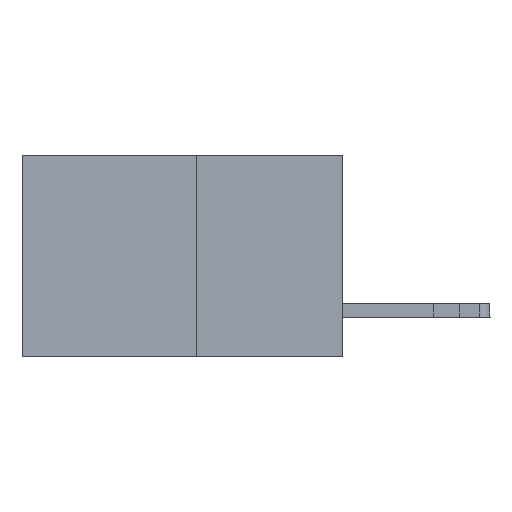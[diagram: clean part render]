
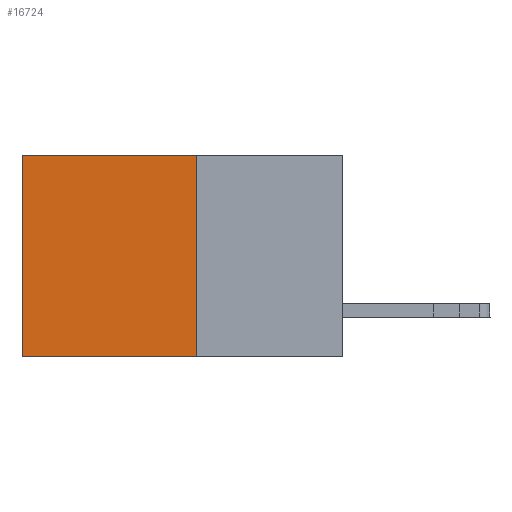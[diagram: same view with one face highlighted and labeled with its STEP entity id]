
A CAD part, left-side view. The second image highlights one B-rep face of the part: STEP entity #16724.
In plain terms, the highlighted planar face has unit normal (-1, 0, 0).
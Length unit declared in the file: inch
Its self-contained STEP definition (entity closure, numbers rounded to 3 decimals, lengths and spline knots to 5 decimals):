
#33 = ORIENTED_EDGE ( 'NONE', *, *, #3634, .F. ) ;
#497 = DIRECTION ( 'NONE',  ( 0., 0., -1. ) ) ;
#839 = VERTEX_POINT ( 'NONE', #3480 ) ;
#1453 = EDGE_CURVE ( 'NONE', #4864, #10064, #16653, .T. ) ;
#1471 = AXIS2_PLACEMENT_3D ( 'NONE', #8067, #14716, #13232 ) ;
#1706 = CARTESIAN_POINT ( 'NONE',  ( 0.277, 0.59, -0.37 ) ) ;
#2426 = ORIENTED_EDGE ( 'NONE', *, *, #9349, .T. ) ;
#2656 = PLANE ( 'NONE',  #1471 ) ;
#3480 = CARTESIAN_POINT ( 'NONE',  ( 0.277, 0.27, 0. ) ) ;
#3634 = EDGE_CURVE ( 'NONE', #839, #4864, #6282, .T. ) ;
#3841 = VECTOR ( 'NONE', #10012, 39.37008 ) ;
#4047 = CARTESIAN_POINT ( 'NONE',  ( 0.277, 0.59, -0.37 ) ) ;
#4178 = LINE ( 'NONE', #4275, #6766 ) ;
#4275 = CARTESIAN_POINT ( 'NONE',  ( 0.277, 0.27, 0. ) ) ;
#4864 = VERTEX_POINT ( 'NONE', #8540 ) ;
#6282 = LINE ( 'NONE', #16876, #12170 ) ;
#6766 = VECTOR ( 'NONE', #9434, 39.37008 ) ;
#8067 = CARTESIAN_POINT ( 'NONE',  ( 0.277, 0.27, -0.37 ) ) ;
#8540 = CARTESIAN_POINT ( 'NONE',  ( 0.277, 0.27, -0.37 ) ) ;
#9068 = VERTEX_POINT ( 'NONE', #10314 ) ;
#9349 = EDGE_CURVE ( 'NONE', #839, #9068, #4178, .T. ) ;
#9418 = EDGE_LOOP ( 'NONE', ( #14531, #9653, #33, #2426 ) ) ;
#9434 = DIRECTION ( 'NONE',  ( 0., 1., 0. ) ) ;
#9438 = FACE_OUTER_BOUND ( 'NONE', #9418, .T. ) ;
#9653 = ORIENTED_EDGE ( 'NONE', *, *, #1453, .F. ) ;
#10012 = DIRECTION ( 'NONE',  ( 0., 1., 0. ) ) ;
#10064 = VERTEX_POINT ( 'NONE', #4047 ) ;
#10184 = EDGE_CURVE ( 'NONE', #9068, #10064, #10840, .T. ) ;
#10314 = CARTESIAN_POINT ( 'NONE',  ( 0.277, 0.59, 0. ) ) ;
#10840 = LINE ( 'NONE', #1706, #10897 ) ;
#10897 = VECTOR ( 'NONE', #497, 39.37008 ) ;
#11729 = CARTESIAN_POINT ( 'NONE',  ( 0.277, 0.27, -0.37 ) ) ;
#12170 = VECTOR ( 'NONE', #14300, 39.37008 ) ;
#13232 = DIRECTION ( 'NONE',  ( 0., 0., -1. ) ) ;
#14300 = DIRECTION ( 'NONE',  ( 0., 0., -1. ) ) ;
#14531 = ORIENTED_EDGE ( 'NONE', *, *, #10184, .T. ) ;
#14716 = DIRECTION ( 'NONE',  ( 1., 0., 0. ) ) ;
#16653 = LINE ( 'NONE', #11729, #3841 ) ;
#16724 = ADVANCED_FACE ( 'NONE', ( #9438 ), #2656, .F. ) ;
#16876 = CARTESIAN_POINT ( 'NONE',  ( 0.277, 0.27, -0.37 ) ) ;
